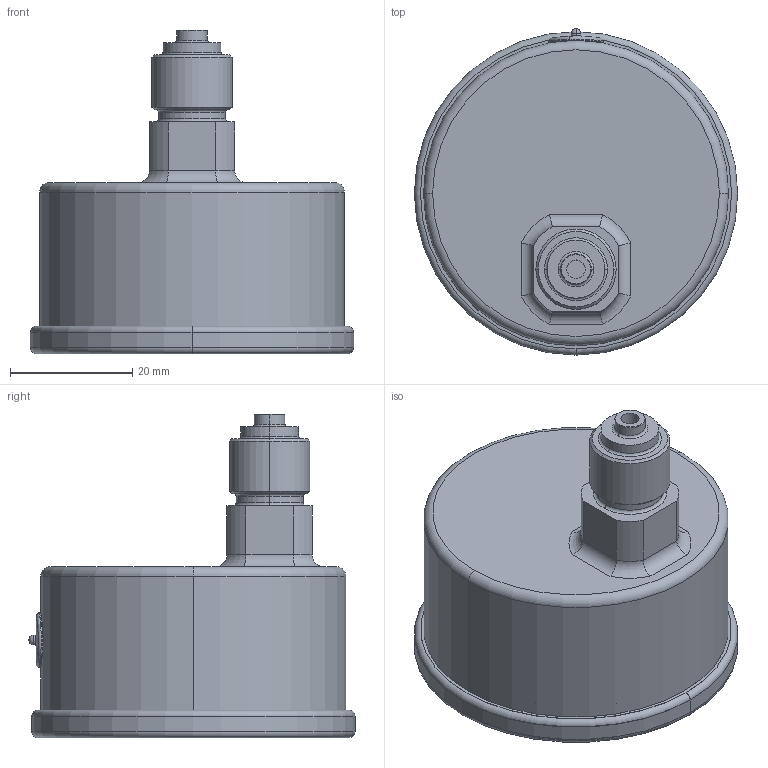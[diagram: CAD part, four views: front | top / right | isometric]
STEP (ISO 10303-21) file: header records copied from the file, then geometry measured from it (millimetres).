
FILE_DESCRIPTION (( 'STEP AP214' ), '1' );
FILE_NAME ('MM05_G1-4 zoll-(50mm)_Axial.STEP', '2023-11-20T10:14:37', ( '' ), ( '' ), 'SwSTEP 2.0', 'SolidWorks 2021', '' );
FILE_SCHEMA (( 'AUTOMOTIVE_DESIGN' ));
Length unit declared in the file: metre
Products named in the file (1): MM05_G1-4 zoll-(50mm)_Axial
Bounding box: 53 x 53.44 x 53 mm (x, y, z)
Volume: 6495.5 mm3; surface area: 20692.1 mm2
Topology: 8 solids, 8 shells, 663 faces, 1665 edges, 1087 vertices
Faces by surface type: plane 450, cylinder 106, bspline 47, torus 40, cone 14, sphere 6
Entity records: 29441 total; most frequent: CARTESIAN_POINT 6247, ORIENTED_EDGE 3314, DIRECTION 3077, EDGE_CURVE 1657, LINE 1247, VECTOR 1247, VERTEX_POINT 1085, AXIS2_PLACEMENT_3D 915
